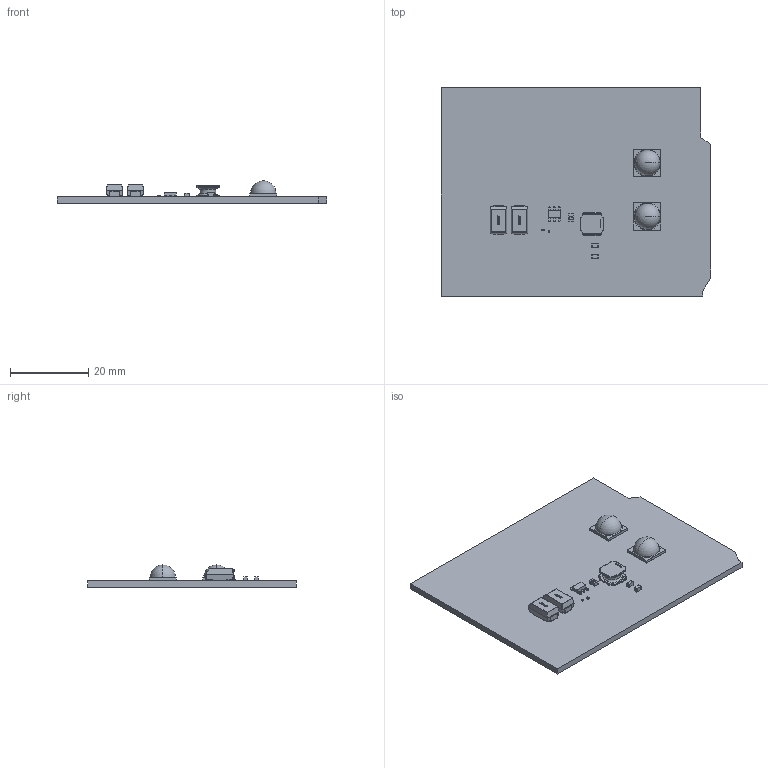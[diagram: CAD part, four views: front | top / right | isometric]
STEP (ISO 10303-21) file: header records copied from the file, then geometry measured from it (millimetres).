
FILE_DESCRIPTION(('Open CASCADE Model'),'2;1');
FILE_NAME('Open CASCADE Shape Model','2022-11-19T13:56:03',('Author'),( 'Open CASCADE'),'Open CASCADE STEP processor 7.5','Open CASCADE 7.5' ,'Unknown');
FILE_SCHEMA(('AUTOMOTIVE_DESIGN { 1 0 10303 214 1 1 1 1 }'));
Length unit declared in the file: millimetre
Products named in the file (47): PCB; Board; Open CASCADE STEP translator 7.5 2.1.1; U1; 8033737248; Extruded; 7036258064; Rfbt; 8032190816; 6746762448; Rfbb; Res_Panasonic_Electronic_Components_ERJ-1GNF1002C_eec; 1; 2; 3; Panasonic Logo; L1; Ind_Taiyo_Yuden_NR6028T0R9N_eec; 4; Taiyo Yuden Logo adjustable; D2; MKR_3D; D1; Cout2; 6747834544; 6747840144; Cout1; Cin2; Cap_Kemet_T491D106K035AT_eec; KEMET; Cin1; Cbst; Cap_Yageo_CC0805KKX7R7BB105_eec; Assem1; body; Pin; logo
Assembly tree (59 placements, depth 5):
  PCB
    Board
      Open CASCADE STEP translator 7.5 2.1.1
    U1
      8033737248
        Extruded
      7036258064  x6
        Extruded
    Rfbt
      8032190816  x2
        Extruded
      6746762448
        Extruded
    Rfbb
      Res_Panasonic_Electronic_Components_ERJ-1GNF1002C_eec
        1
        2
        3
        Panasonic Logo
    L1
      Ind_Taiyo_Yuden_NR6028T0R9N_eec
        1
          1
          2
          4  x2
          Taiyo Yuden Logo adjustable
    D2
      MKR_3D
    D1
      MKR_3D
    Cout2
      6747834544
        Extruded
      6747840144  x2
        Extruded
    Cout1
      6747834544
        Extruded
      6747840144  x2
        Extruded
    Cin2
      Cap_Kemet_T491D106K035AT_eec
        1
        2
        KEMET
    Cin1
      Cap_Kemet_T491D106K035AT_eec
        1
        2
        KEMET
    Cbst
      Cap_Yageo_CC0805KKX7R7BB105_eec
        Assem1
          body
          Pin
          logo
Bounding box: 68.83 x 53.34 x 5.71 mm (x, y, z)
Volume: 6319.1 mm3; surface area: 8490.4 mm2
Topology: 76 solids, 78 shells, 1514 faces, 3787 edges, 2428 vertices
Faces by surface type: plane 897, bspline 286, cylinder 214, sphere 56, torus 45, cone 16
Full cylindrical faces by diameter (mm): 0.162 x6
Entity records: 36618 total; most frequent: CARTESIAN_POINT 10715, ORIENTED_EDGE 5361, DIRECTION 4379, EDGE_CURVE 2682, LINE 1831, VECTOR 1831, VERTEX_POINT 1729, AXIS2_PLACEMENT_3D 1274
